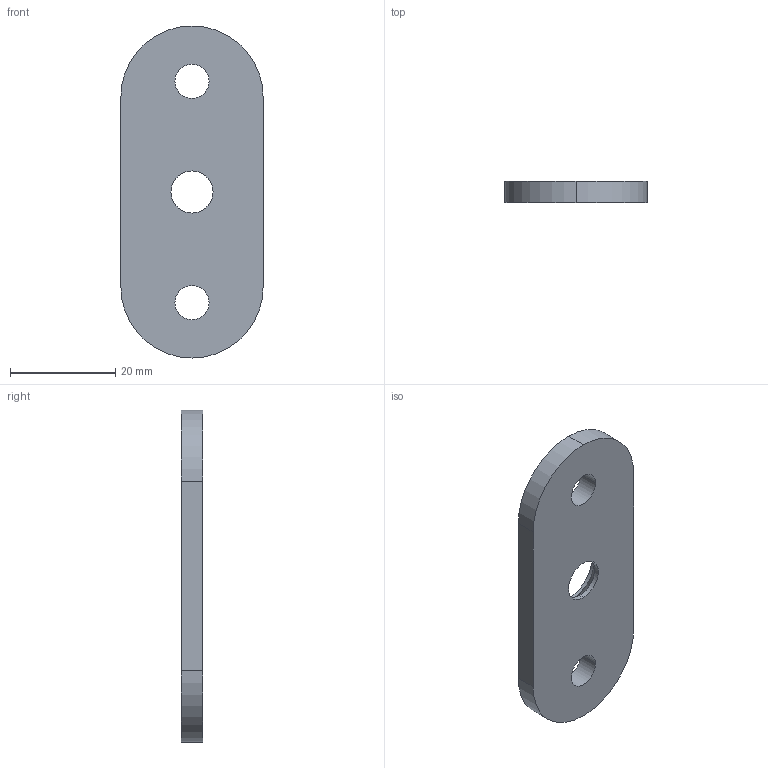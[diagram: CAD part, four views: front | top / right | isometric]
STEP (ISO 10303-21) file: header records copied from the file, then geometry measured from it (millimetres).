
FILE_DESCRIPTION (( 'STEP AP203' ), '1' );
FILE_NAME ('50223-ST-00.STEP', '2016-10-17T06:54:48', ( '' ), ( '' ), 'SwSTEP 2.0', 'SolidWorks 2015', '' );
FILE_SCHEMA (( 'CONFIG_CONTROL_DESIGN' ));
Length unit declared in the file: millimetre
Products named in the file (1): 50223-ST-00
Bounding box: 27 x 4 x 63 mm (x, y, z)
Volume: 5581.7 mm3; surface area: 3735.3 mm2
Topology: 1 solids, 1 shells, 260 faces, 695 edges, 462 vertices
Faces by surface type: bspline 124, plane 122, cylinder 12, cone 2
Entity records: 15040 total; most frequent: CARTESIAN_POINT 9286, ORIENTED_EDGE 1390, DIRECTION 745, EDGE_CURVE 695, VERTEX_POINT 462, LINE 423, VECTOR 423, EDGE_LOOP 291
